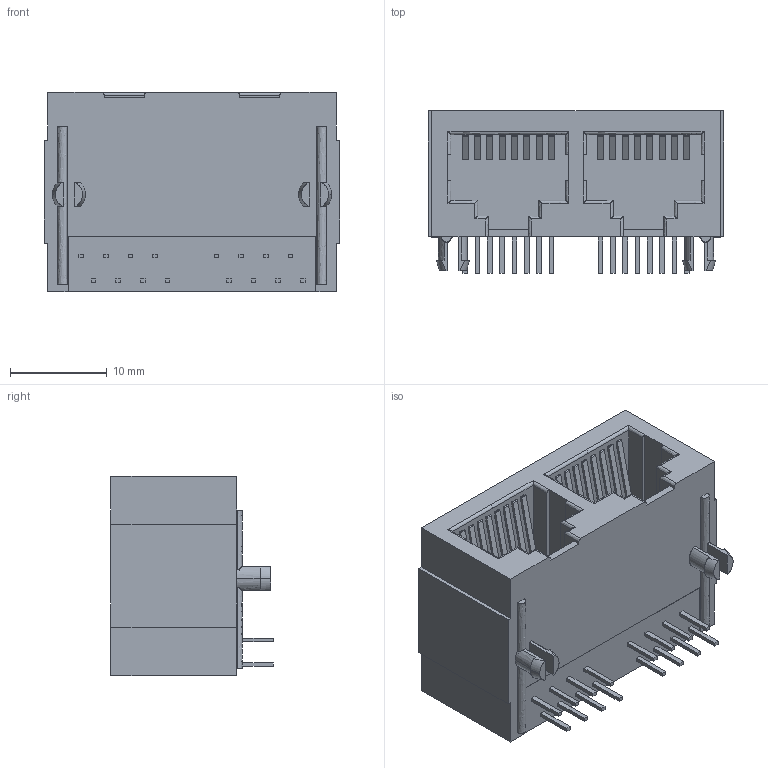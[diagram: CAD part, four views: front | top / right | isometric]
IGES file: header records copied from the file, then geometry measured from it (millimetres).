
Start section: SolidWorks IGES file using analytic representation for surfaces
Global section: file name: GSGX-N-2-88_A.IGS; native system: SolidWorks 2020; preprocessor: SolidWorks 2020; author: Dan; date: 200324.132003; units: millimetre
Bounding box: 30.48 x 16.75 x 20.57 mm (x, y, z)
Surface area: 4043.1 mm2 (no closed solid volume)
Topology: 0 solids, 0 shells, 308 faces, 2068 edges, 2068 vertices
Faces by surface type: bspline 236, revolution 72
